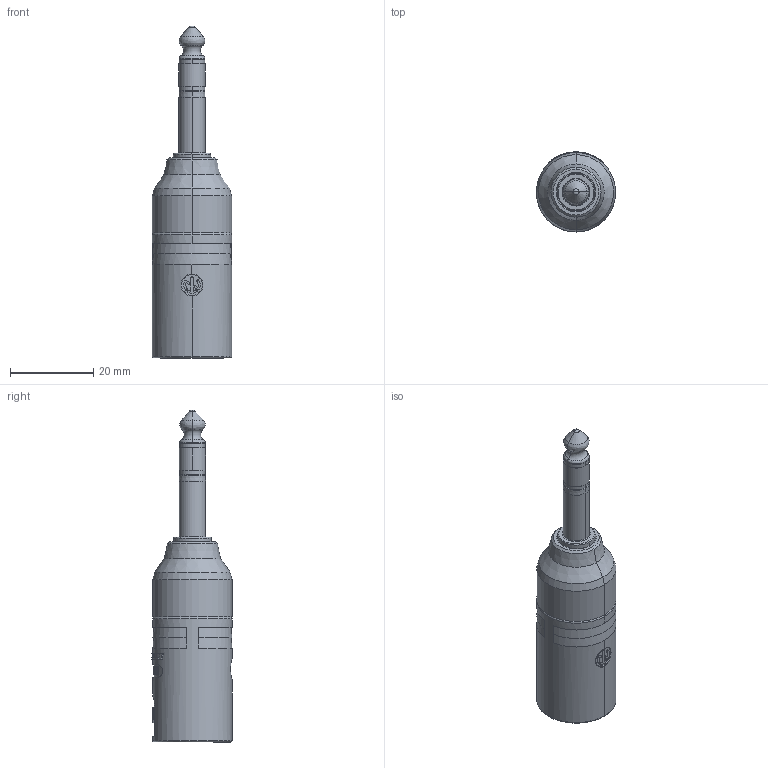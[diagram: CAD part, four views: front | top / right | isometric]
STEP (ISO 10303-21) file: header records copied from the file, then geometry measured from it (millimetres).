
FILE_DESCRIPTION((''),'2;1');
FILE_NAME('NA3MP','2019-05-02T',('odo'),(''),'CREO PARAMETRIC BY PTC INC, 2018360','CREO PARAMETRIC BY PTC INC, 2018360','');
FILE_SCHEMA(('CONFIG_CONTROL_DESIGN'));
Length unit declared in the file: millimetre
Products named in the file (1): NA3MP
Bounding box: 19 x 19.2 x 79.67 mm (x, y, z)
Volume: 10644.6 mm3; surface area: 4978.2 mm2
Topology: 1 solids, 2 shells, 667 faces, 1812 edges, 1185 vertices
Faces by surface type: plane 521, cylinder 84, cone 25, torus 17, sphere 8, extrusion 6, bspline 6
Entity records: 21331 total; most frequent: CARTESIAN_POINT 4686, ORIENTED_EDGE 3608, DIRECTION 3202, EDGE_CURVE 1804, VECTOR 1234, LINE 1228, VERTEX_POINT 1185, AXIS2_PLACEMENT_3D 984
